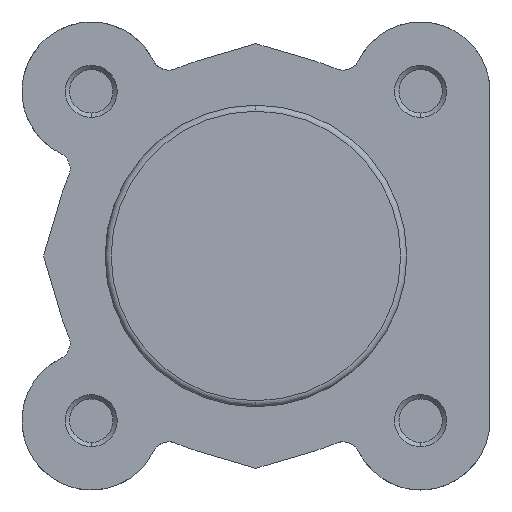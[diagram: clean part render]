
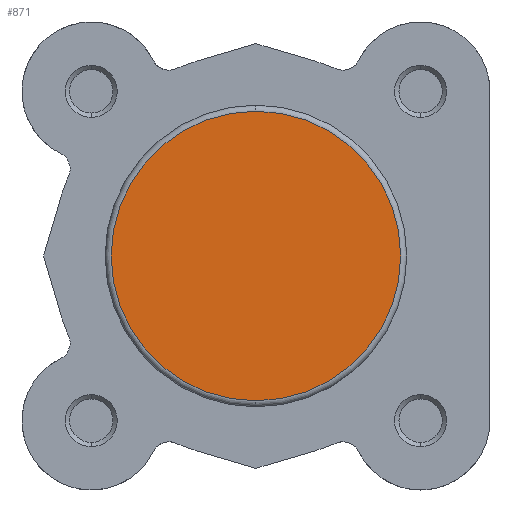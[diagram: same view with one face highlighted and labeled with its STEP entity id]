
A CAD part, left-side view. The second image highlights one B-rep face of the part: STEP entity #871.
In plain terms, the highlighted planar face has unit normal (-1, 0, 0).
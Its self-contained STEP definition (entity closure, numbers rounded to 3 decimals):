
#264 = EDGE_CURVE ( 'NONE', #3709, #3710, #6329, .T. ) ;
#428 = EDGE_CURVE ( 'NONE', #3710, #3709, #6563, .T. ) ;
#871 = ADVANCED_FACE ( 'NONE', ( #1769 ), #2476, .T. ) ;
#936 = AXIS2_PLACEMENT_3D ( 'NONE', #4244, #4245, #4246 ) ;
#1028 = AXIS2_PLACEMENT_3D ( 'NONE', #4685, #4695, #4696 ) ;
#1311 = AXIS2_PLACEMENT_3D ( 'NONE', #2475, #2478, #2479 ) ;
#1769 = FACE_OUTER_BOUND ( 'NONE', #6009, .T. ) ;
#2475 = CARTESIAN_POINT ( 'NONE',  ( 0., -17.4, 0. ) ) ;
#2476 = PLANE ( 'NONE',  #1311 ) ;
#2478 = DIRECTION ( 'NONE',  ( -1., 0., 0. ) ) ;
#2479 = DIRECTION ( 'NONE',  ( 0., 0., 1. ) ) ;
#2961 = CARTESIAN_POINT ( 'NONE',  ( 0., 0., 16.7 ) ) ;
#2962 = CARTESIAN_POINT ( 'NONE',  ( 0., 0., -16.7 ) ) ;
#3709 = VERTEX_POINT ( 'NONE', #2961 ) ;
#3710 = VERTEX_POINT ( 'NONE', #2962 ) ;
#3821 = ORIENTED_EDGE ( 'NONE', *, *, #264, .T. ) ;
#3822 = ORIENTED_EDGE ( 'NONE', *, *, #428, .T. ) ;
#4244 = CARTESIAN_POINT ( 'NONE',  ( 0., 0., 0. ) ) ;
#4245 = DIRECTION ( 'NONE',  ( -1., 0., 0. ) ) ;
#4246 = DIRECTION ( 'NONE',  ( 0., 0., 1. ) ) ;
#4685 = CARTESIAN_POINT ( 'NONE',  ( 0., 0., 0. ) ) ;
#4695 = DIRECTION ( 'NONE',  ( -1., 0., 0. ) ) ;
#4696 = DIRECTION ( 'NONE',  ( 0., 0., 1. ) ) ;
#6009 = EDGE_LOOP ( 'NONE', ( #3821, #3822 ) ) ;
#6329 = CIRCLE ( 'NONE', #936, 16.7 ) ;
#6563 = CIRCLE ( 'NONE', #1028, 16.7 ) ;
